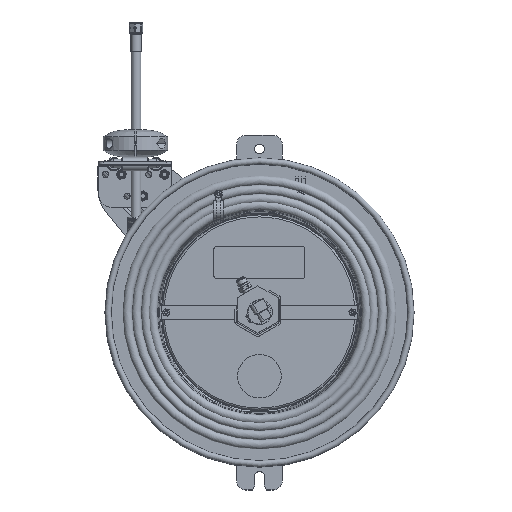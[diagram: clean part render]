
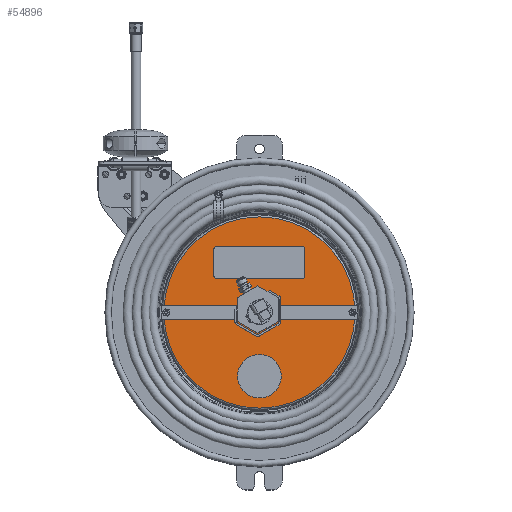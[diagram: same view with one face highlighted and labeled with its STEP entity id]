
A CAD part, top view. The second image highlights one B-rep face of the part: STEP entity #54896.
In plain terms, the highlighted planar face has unit normal (0, 0, 1).
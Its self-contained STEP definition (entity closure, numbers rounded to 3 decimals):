
#3135=FACE_BOUND('',#7323,.T.);
#3136=FACE_BOUND('',#7324,.T.);
#3137=FACE_BOUND('',#7325,.T.);
#3893=PLANE('',#58071);
#5295=FACE_OUTER_BOUND('',#7322,.T.);
#7322=EDGE_LOOP('',(#44972,#44973));
#7323=EDGE_LOOP('',(#44974));
#7324=EDGE_LOOP('',(#44975));
#7325=EDGE_LOOP('',(#44976));
#20004=CIRCLE('',#58066,5.255);
#20005=CIRCLE('',#58067,5.255);
#20009=CIRCLE('',#58072,0.1);
#20010=CIRCLE('',#58073,0.1);
#20011=CIRCLE('',#58074,0.65);
#24744=VERTEX_POINT('',#89493);
#24745=VERTEX_POINT('',#89494);
#24748=VERTEX_POINT('',#89503);
#24749=VERTEX_POINT('',#89505);
#24750=VERTEX_POINT('',#89507);
#33644=EDGE_CURVE('',#24744,#24745,#20004,.T.);
#33645=EDGE_CURVE('',#24745,#24744,#20005,.T.);
#33649=EDGE_CURVE('',#24748,#24748,#20009,.T.);
#33650=EDGE_CURVE('',#24749,#24749,#20010,.T.);
#33651=EDGE_CURVE('',#24750,#24750,#20011,.T.);
#44972=ORIENTED_EDGE('',*,*,#33644,.T.);
#44973=ORIENTED_EDGE('',*,*,#33645,.T.);
#44974=ORIENTED_EDGE('',*,*,#33649,.T.);
#44975=ORIENTED_EDGE('',*,*,#33650,.T.);
#44976=ORIENTED_EDGE('',*,*,#33651,.T.);
#54896=ADVANCED_FACE('',(#5295,#3135,#3136,#3137),#3893,.T.);
#58066=AXIS2_PLACEMENT_3D('',#89495,#66253,#66254);
#58067=AXIS2_PLACEMENT_3D('',#89496,#66255,#66256);
#58071=AXIS2_PLACEMENT_3D('',#89502,#66263,#66264);
#58072=AXIS2_PLACEMENT_3D('',#89504,#66265,#66266);
#58073=AXIS2_PLACEMENT_3D('',#89506,#66267,#66268);
#58074=AXIS2_PLACEMENT_3D('',#89508,#66269,#66270);
#66253=DIRECTION('center_axis',(0.,0.,
1.));
#66254=DIRECTION('ref_axis',(0.,1.,0.));
#66255=DIRECTION('center_axis',(0.,0.,
1.));
#66256=DIRECTION('ref_axis',(0.,1.,0.));
#66263=DIRECTION('center_axis',(0.,0.,
1.));
#66264=DIRECTION('ref_axis',(1.,0.,0.));
#66265=DIRECTION('center_axis',(0.,0.,
-1.));
#66266=DIRECTION('ref_axis',(0.,1.,0.));
#66267=DIRECTION('center_axis',(0.,0.,
-1.));
#66268=DIRECTION('ref_axis',(0.,1.,0.));
#66269=DIRECTION('center_axis',(0.,0.,
-1.));
#66270=DIRECTION('ref_axis',(0.,-1.,0.));
#89493=CARTESIAN_POINT('',(0.,5.255,3.167));
#89494=CARTESIAN_POINT('',(-5.255,0.,3.167));
#89495=CARTESIAN_POINT('Origin',(0.,0.,
3.167));
#89496=CARTESIAN_POINT('Origin',(0.,0.,
3.167));
#89502=CARTESIAN_POINT('Origin',(0.,2.628,
3.167));
#89503=CARTESIAN_POINT('',(5.125,0.1,3.167));
#89504=CARTESIAN_POINT('Origin',(5.125,0.,3.167));
#89505=CARTESIAN_POINT('',(-5.125,0.1,3.167));
#89506=CARTESIAN_POINT('Origin',(-5.125,0.,
3.167));
#89507=CARTESIAN_POINT('',(0.,0.65,3.167));
#89508=CARTESIAN_POINT('Origin',(0.,0.,
3.167));
